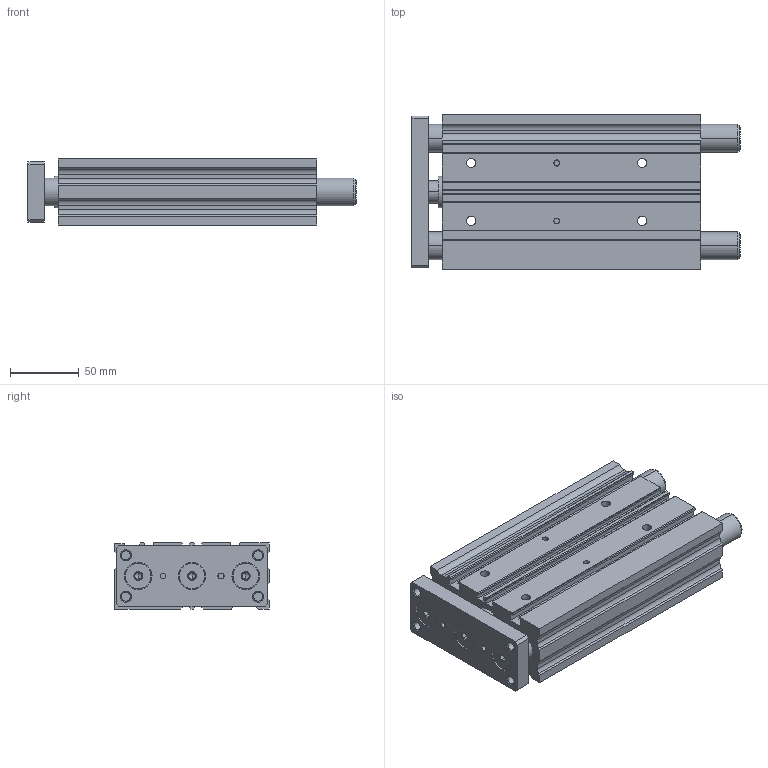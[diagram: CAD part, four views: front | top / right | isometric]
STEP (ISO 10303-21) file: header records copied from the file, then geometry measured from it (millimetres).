
FILE_DESCRIPTION (( 'STEP AP203' ), '1' );
FILE_NAME ('W143032A150N.step', '2025-05-29T12:52:58', ( '' ), ( '' ), 'SwSTEP 2.0', 'SolidWorks 2024', '' );
FILE_SCHEMA (( 'CONFIG_CONTROL_DESIGN' ));
Length unit declared in the file: inch
Products named in the file (3): W143032A150N; W143032A150N_ROD; W143032A150N_BODY
Assembly tree (2 placements, depth 2):
  W143032A150N
    W143032A150N_BODY
    W143032A150N_ROD
Bounding box: 238 x 112 x 48 mm (x, y, z)
Volume: 877074.9 mm3; surface area: 200446.7 mm2
Topology: 6 solids, 6 shells, 394 faces, 958 edges, 609 vertices
Faces by surface type: plane 195, cylinder 149, cone 40, torus 10
Entity records: 12027 total; most frequent: CARTESIAN_POINT 2164, DIRECTION 2090, ORIENTED_EDGE 1904, EDGE_CURVE 952, AXIS2_PLACEMENT_3D 763, VERTEX_POINT 609, LINE 564, VECTOR 564
